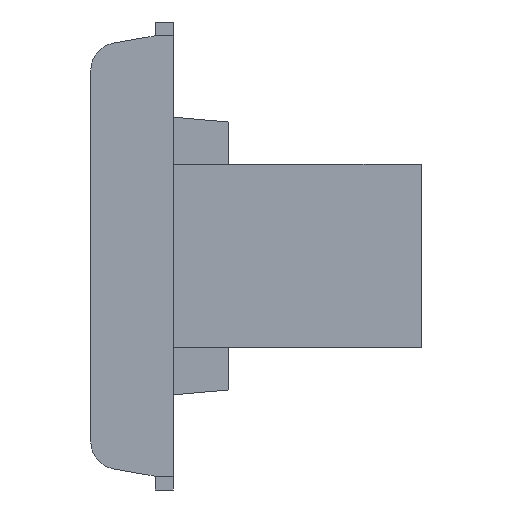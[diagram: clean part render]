
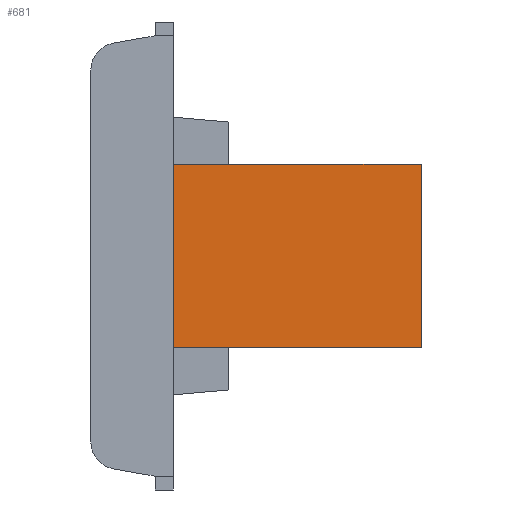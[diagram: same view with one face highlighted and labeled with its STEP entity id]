
A CAD part, left-side view. The second image highlights one B-rep face of the part: STEP entity #681.
In plain terms, the highlighted planar face has unit normal (-1, 0, 0).
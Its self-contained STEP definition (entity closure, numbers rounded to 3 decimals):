
#26 = VECTOR ( 'NONE', #202, 1000. ) ;
#37 = ORIENTED_EDGE ( 'NONE', *, *, #52, .T. ) ;
#52 = EDGE_CURVE ( 'NONE', #615, #811, #939, .T. ) ;
#88 = ORIENTED_EDGE ( 'NONE', *, *, #382, .T. ) ;
#190 = CARTESIAN_POINT ( 'NONE',  ( -4.95, -2.7, -1. ) ) ;
#202 = DIRECTION ( 'NONE',  ( 0., 0., -1. ) ) ;
#212 = ORIENTED_EDGE ( 'NONE', *, *, #568, .F. ) ;
#224 = VECTOR ( 'NONE', #1110, 1000. ) ;
#245 = CARTESIAN_POINT ( 'NONE',  ( -4.95, 0., 1. ) ) ;
#319 = CARTESIAN_POINT ( 'NONE',  ( -4.95, 0., -1. ) ) ;
#382 = EDGE_CURVE ( 'NONE', #811, #1353, #521, .T. ) ;
#406 = LINE ( 'NONE', #440, #26 ) ;
#433 = CARTESIAN_POINT ( 'NONE',  ( -4.95, 0., 1. ) ) ;
#440 = CARTESIAN_POINT ( 'NONE',  ( -4.95, -2.7, 1. ) ) ;
#521 = LINE ( 'NONE', #944, #771 ) ;
#568 = EDGE_CURVE ( 'NONE', #615, #1263, #1399, .T. ) ;
#602 = CARTESIAN_POINT ( 'NONE',  ( -4.95, 0., 1. ) ) ;
#615 = VERTEX_POINT ( 'NONE', #602 ) ;
#681 = ADVANCED_FACE ( 'NONE', ( #1177 ), #1335, .F. ) ;
#771 = VECTOR ( 'NONE', #1380, 1000. ) ;
#811 = VERTEX_POINT ( 'NONE', #319 ) ;
#845 = EDGE_LOOP ( 'NONE', ( #88, #1435, #212, #37 ) ) ;
#853 = EDGE_CURVE ( 'NONE', #1263, #1353, #406, .T. ) ;
#920 = DIRECTION ( 'NONE',  ( 0., 0., -1. ) ) ;
#924 = CARTESIAN_POINT ( 'NONE',  ( -4.95, 0., 1. ) ) ;
#939 = LINE ( 'NONE', #924, #1193 ) ;
#944 = CARTESIAN_POINT ( 'NONE',  ( -4.95, 0., -1. ) ) ;
#972 = AXIS2_PLACEMENT_3D ( 'NONE', #245, #1023, #1347 ) ;
#1023 = DIRECTION ( 'NONE',  ( 1., 0., 0. ) ) ;
#1110 = DIRECTION ( 'NONE',  ( 0., -1., 0. ) ) ;
#1177 = FACE_OUTER_BOUND ( 'NONE', #845, .T. ) ;
#1193 = VECTOR ( 'NONE', #920, 1000. ) ;
#1263 = VERTEX_POINT ( 'NONE', #1390 ) ;
#1335 = PLANE ( 'NONE',  #972 ) ;
#1347 = DIRECTION ( 'NONE',  ( 0., 0., -1. ) ) ;
#1353 = VERTEX_POINT ( 'NONE', #190 ) ;
#1380 = DIRECTION ( 'NONE',  ( 0., -1., 0. ) ) ;
#1390 = CARTESIAN_POINT ( 'NONE',  ( -4.95, -2.7, 1. ) ) ;
#1399 = LINE ( 'NONE', #433, #224 ) ;
#1435 = ORIENTED_EDGE ( 'NONE', *, *, #853, .F. ) ;
